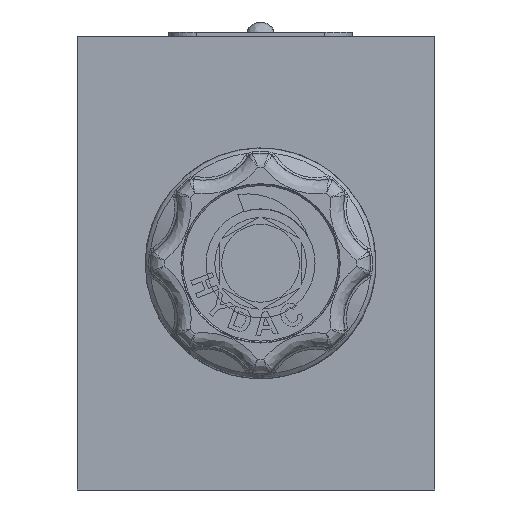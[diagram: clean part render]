
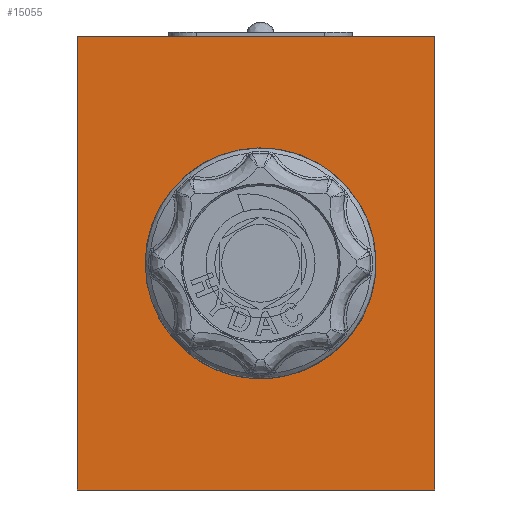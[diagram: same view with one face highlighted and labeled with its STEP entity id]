
A CAD part, left-side view. The second image highlights one B-rep face of the part: STEP entity #15055.
In plain terms, the highlighted planar face has unit normal (-1, 0, 0).
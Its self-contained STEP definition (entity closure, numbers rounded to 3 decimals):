
#1363 = CARTESIAN_POINT ( 'NONE',  ( -50., 19.5, 24.75 ) ) ;
#1498 = VERTEX_POINT ( 'NONE', #18739 ) ;
#3086 = EDGE_CURVE ( 'NONE', #34439, #1498, #49099, .T. ) ;
#3644 = DIRECTION ( 'NONE',  ( 0., -1., 0. ) ) ;
#3840 = VERTEX_POINT ( 'NONE', #10121 ) ;
#4184 = DIRECTION ( 'NONE',  ( 0., 0., 1. ) ) ;
#4619 = CARTESIAN_POINT ( 'NONE',  ( -50., 0., 24.75 ) ) ;
#10121 = CARTESIAN_POINT ( 'NONE',  ( -50., 19.5, -24.75 ) ) ;
#11279 = AXIS2_PLACEMENT_3D ( 'NONE', #19983, #39967, #29457 ) ;
#12963 = VERTEX_POINT ( 'NONE', #38778 ) ;
#15055 = ADVANCED_FACE ( 'NONE', ( #29773, #55733 ), #49812, .F. ) ;
#17929 = CARTESIAN_POINT ( 'NONE',  ( -50., 19.5, 24.75 ) ) ;
#18739 = CARTESIAN_POINT ( 'NONE',  ( -50., -19.5, 24.75 ) ) ;
#19271 = EDGE_CURVE ( 'NONE', #34439, #3840, #22473, .T. ) ;
#19983 = CARTESIAN_POINT ( 'NONE',  ( -50., 19.5, 24.75 ) ) ;
#20393 = EDGE_LOOP ( 'NONE', ( #56066, #45887, #63647, #64771 ) ) ;
#20549 = CARTESIAN_POINT ( 'NONE',  ( -50., 0., -24.75 ) ) ;
#22473 = LINE ( 'NONE', #17929, #57448 ) ;
#24027 = VECTOR ( 'NONE', #3644, 1000. ) ;
#25454 = DIRECTION ( 'NONE',  ( 0., -1., 0. ) ) ;
#27992 = EDGE_LOOP ( 'NONE', ( #33064 ) ) ;
#28143 = EDGE_CURVE ( 'NONE', #12963, #12963, #52462, .T. ) ;
#29457 = DIRECTION ( 'NONE',  ( 0., 1., 0. ) ) ;
#29773 = FACE_OUTER_BOUND ( 'NONE', #20393, .T. ) ;
#33064 = ORIENTED_EDGE ( 'NONE', *, *, #28143, .F. ) ;
#33361 = EDGE_CURVE ( 'NONE', #1498, #38027, #39335, .T. ) ;
#34439 = VERTEX_POINT ( 'NONE', #1363 ) ;
#34539 = CARTESIAN_POINT ( 'NONE',  ( -50., -0.5, 0. ) ) ;
#37858 = DIRECTION ( 'NONE',  ( 0., 0., -1. ) ) ;
#38027 = VERTEX_POINT ( 'NONE', #57093 ) ;
#38778 = CARTESIAN_POINT ( 'NONE',  ( -50., -0.5, 11.05 ) ) ;
#39335 = LINE ( 'NONE', #54435, #55431 ) ;
#39967 = DIRECTION ( 'NONE',  ( 1., 0., 0. ) ) ;
#45887 = ORIENTED_EDGE ( 'NONE', *, *, #47574, .T. ) ;
#46102 = LINE ( 'NONE', #20549, #57951 ) ;
#47574 = EDGE_CURVE ( 'NONE', #3840, #38027, #46102, .T. ) ;
#49099 = LINE ( 'NONE', #4619, #24027 ) ;
#49812 = PLANE ( 'NONE',  #11279 ) ;
#50428 = AXIS2_PLACEMENT_3D ( 'NONE', #34539, #59213, #4184 ) ;
#52462 = CIRCLE ( 'NONE', #50428, 11.05 ) ;
#54435 = CARTESIAN_POINT ( 'NONE',  ( -50., -19.5, 24.75 ) ) ;
#55431 = VECTOR ( 'NONE', #56630, 1000. ) ;
#55733 = FACE_BOUND ( 'NONE', #27992, .T. ) ;
#56066 = ORIENTED_EDGE ( 'NONE', *, *, #19271, .T. ) ;
#56630 = DIRECTION ( 'NONE',  ( 0., 0., -1. ) ) ;
#57093 = CARTESIAN_POINT ( 'NONE',  ( -50., -19.5, -24.75 ) ) ;
#57448 = VECTOR ( 'NONE', #37858, 1000. ) ;
#57951 = VECTOR ( 'NONE', #25454, 1000. ) ;
#59213 = DIRECTION ( 'NONE',  ( -1., 0., 0. ) ) ;
#63647 = ORIENTED_EDGE ( 'NONE', *, *, #33361, .F. ) ;
#64771 = ORIENTED_EDGE ( 'NONE', *, *, #3086, .F. ) ;
